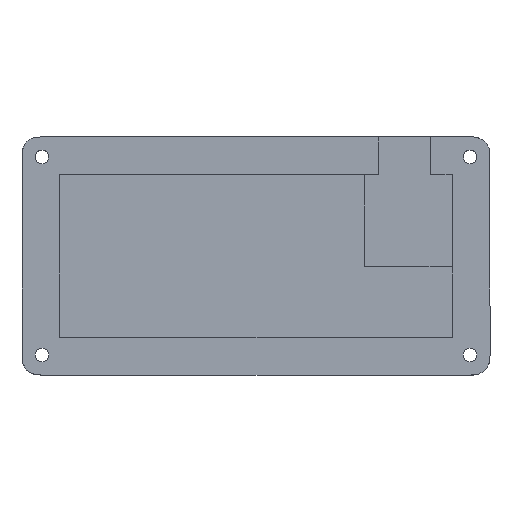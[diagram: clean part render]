
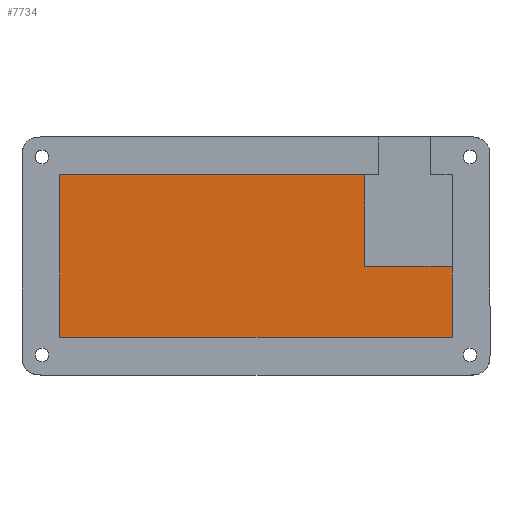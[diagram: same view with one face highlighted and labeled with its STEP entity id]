
A CAD part, top view. The second image highlights one B-rep face of the part: STEP entity #7734.
In plain terms, the highlighted planar face has unit normal (0, 0, 1).
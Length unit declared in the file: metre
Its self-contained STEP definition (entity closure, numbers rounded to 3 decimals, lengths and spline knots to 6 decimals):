
#1228=ORIENTED_EDGE('',*,*,#3554,.F.);
#1229=ORIENTED_EDGE('',*,*,#3519,.F.);
#1230=ORIENTED_EDGE('',*,*,#3515,.T.);
#1231=ORIENTED_EDGE('',*,*,#3532,.T.);
#1232=ORIENTED_EDGE('',*,*,#3505,.F.);
#1233=ORIENTED_EDGE('',*,*,#3556,.F.);
#3505=EDGE_CURVE('',#4702,#4703,#5313,.T.);
#3515=EDGE_CURVE('',#4711,#4712,#5319,.T.);
#3519=EDGE_CURVE('',#4711,#4715,#5323,.T.);
#3532=EDGE_CURVE('',#4712,#4703,#5330,.T.);
#3554=EDGE_CURVE('',#4715,#4735,#5338,.T.);
#3556=EDGE_CURVE('',#4735,#4702,#5340,.T.);
#4702=VERTEX_POINT('',#10922);
#4703=VERTEX_POINT('',#10924);
#4711=VERTEX_POINT('',#10948);
#4712=VERTEX_POINT('',#10949);
#4715=VERTEX_POINT('',#10957);
#4735=VERTEX_POINT('',#11189);
#5313=LINE('',#10923,#6003);
#5319=LINE('',#10947,#6009);
#5323=LINE('',#10956,#6013);
#5330=LINE('',#10999,#6020);
#5338=LINE('',#11188,#6028);
#5340=LINE('',#11192,#6030);
#6003=VECTOR('',#8726,1.);
#6009=VECTOR('',#8752,1.);
#6013=VECTOR('',#8758,1.);
#6020=VECTOR('',#8773,1.);
#6028=VECTOR('',#8823,1.);
#6030=VECTOR('',#8827,1.);
#6621=EDGE_LOOP('',(#1228,#1229,#1230,#1231,#1232,#1233));
#7105=FACE_BOUND('',#6621,.T.);
#7536=PLANE('',#8231);
#7734=ADVANCED_FACE('',(#7105),#7536,.T.);
#8231=AXIS2_PLACEMENT_3D('',#11193,#8828,#8829);
#8726=DIRECTION('',(0.,-1.,0.));
#8752=DIRECTION('',(0.,-1.,0.));
#8758=DIRECTION('',(1.,0.,0.));
#8773=DIRECTION('',(1.,0.,0.));
#8823=DIRECTION('',(0.,-1.,0.));
#8827=DIRECTION('',(1.,0.,0.));
#8828=DIRECTION('',(0.,0.,1.));
#8829=DIRECTION('',(1.,0.,0.));
#10922=CARTESIAN_POINT('',(-0.004088,0.02228,0.0055));
#10923=CARTESIAN_POINT('',(-0.004088,0.02489,0.0055));
#10924=CARTESIAN_POINT('',(-0.004088,0.0045,0.0055));
#10947=CARTESIAN_POINT('',(-0.102588,0.02489,0.0055));
#10948=CARTESIAN_POINT('',(-0.102588,0.04528,0.0055));
#10949=CARTESIAN_POINT('',(-0.102588,0.0045,0.0055));
#10956=CARTESIAN_POINT('',(-0.053338,0.04528,0.0055));
#10957=CARTESIAN_POINT('',(-0.026088,0.04528,0.0055));
#10999=CARTESIAN_POINT('',(-0.053338,0.0045,0.0055));
#11188=CARTESIAN_POINT('',(-0.026088,0.03378,0.0055));
#11189=CARTESIAN_POINT('',(-0.026088,0.02228,0.0055));
#11192=CARTESIAN_POINT('',(-0.015088,0.02228,0.0055));
#11193=CARTESIAN_POINT('',(-0.053338,0.02964,0.0055));
